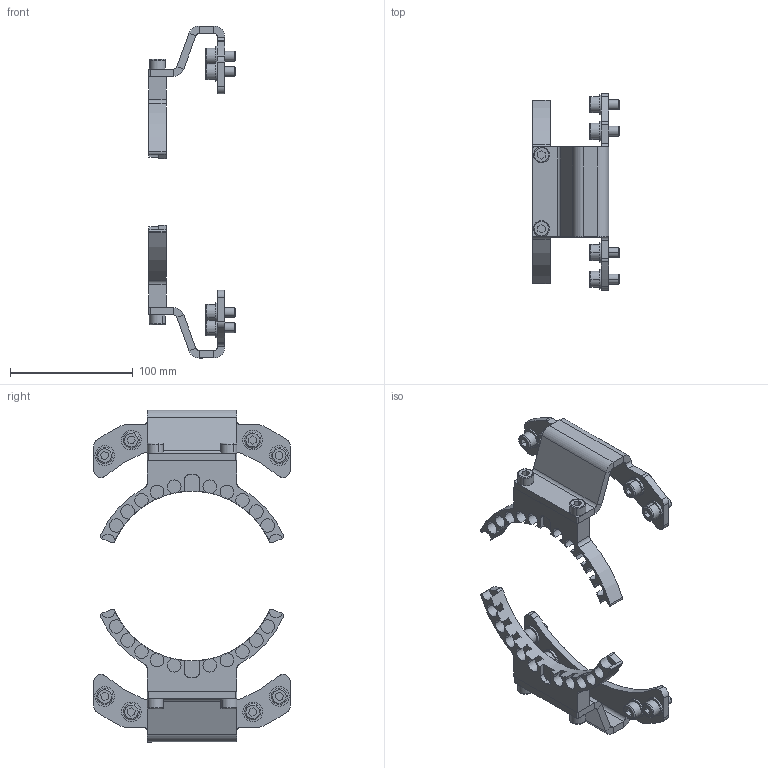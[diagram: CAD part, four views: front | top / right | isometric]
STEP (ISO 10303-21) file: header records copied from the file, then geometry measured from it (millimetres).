
FILE_DESCRIPTION (( 'STEP AP203' ), '1' );
FILE_NAME ('P1630.STEP', '2019-05-20T13:43:13', ( 'admin' ), ( '' ), 'SwSTEP 2.0', 'SolidWorks 2017', '' );
FILE_SCHEMA (( 'CONFIG_CONTROL_DESIGN' ));
Length unit declared in the file: millimetre
Products named in the file (1): P1630
Bounding box: 70.2 x 160 x 270 mm (x, y, z)
Volume: 215027.3 mm3; surface area: 95497.4 mm2
Topology: 24 solids, 24 shells, 530 faces, 1270 edges, 808 vertices
Faces by surface type: cylinder 242, plane 232, cone 32, torus 24
Entity records: 15565 total; most frequent: DIRECTION 2932, CARTESIAN_POINT 2601, ORIENTED_EDGE 2524, EDGE_CURVE 1262, AXIS2_PLACEMENT_3D 1139, VERTEX_POINT 808, VECTOR 654, LINE 654
